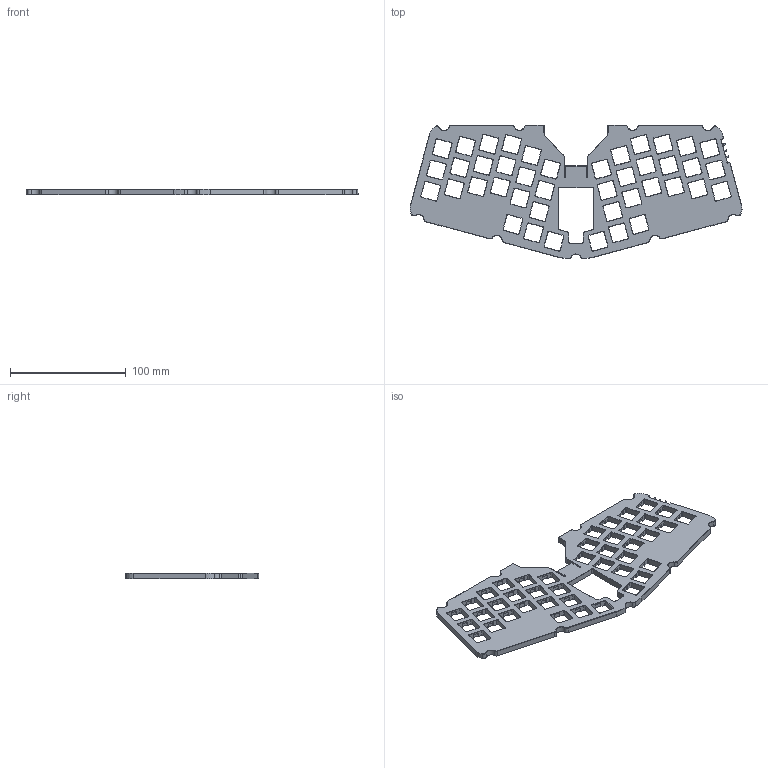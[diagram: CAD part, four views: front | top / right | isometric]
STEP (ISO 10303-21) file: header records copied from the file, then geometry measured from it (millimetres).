
FILE_DESCRIPTION(('FreeCAD Model'),'2;1');
FILE_NAME('Open CASCADE Shape Model','2025-12-02T02:55:59',(''),(''), 'Open CASCADE STEP processor 7.8','FreeCAD','Unknown');
FILE_SCHEMA(('AUTOMOTIVE_DESIGN { 1 0 10303 214 1 1 1 1 }'));
Length unit declared in the file: millimetre
Products named in the file (1): switchplate
Bounding box: 286.76 x 115.63 x 5 mm (x, y, z)
Volume: 77911.1 mm3; surface area: 48194.3 mm2
Topology: 1 solids, 1 shells, 1198 faces, 3154 edges, 1960 vertices
Faces by surface type: plane 762, cylinder 219, cone 217
Full cylindrical faces by diameter (mm): 3 x2
Entity records: 36443 total; most frequent: CARTESIAN_POINT 6313, ORIENTED_EDGE 6308, DIRECTION 6207, EDGE_CURVE 3154, LINE 2499, VECTOR 2499, VERTEX_POINT 1960, AXIS2_PLACEMENT_3D 1854
